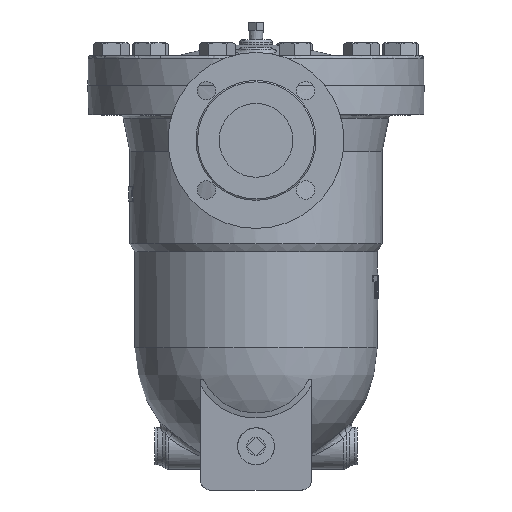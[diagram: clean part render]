
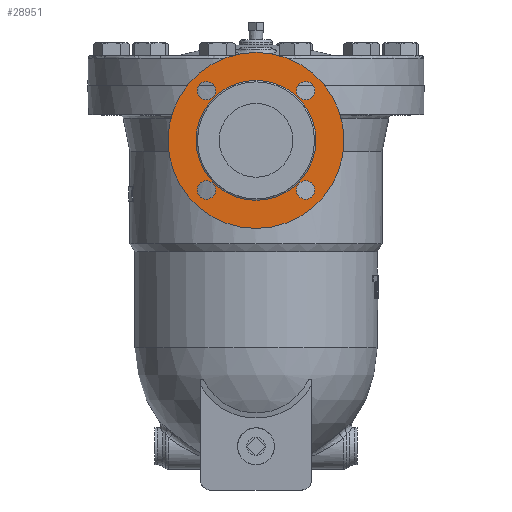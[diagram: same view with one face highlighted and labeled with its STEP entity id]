
A CAD part, left-side view. The second image highlights one B-rep face of the part: STEP entity #28951.
In plain terms, the highlighted planar face has unit normal (-1, 0, 0).
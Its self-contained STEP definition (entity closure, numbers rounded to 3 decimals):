
#28741=CARTESIAN_POINT('',(-255.4,-53.882,-123.882));
#28742=VERTEX_POINT('',#28741);
#28743=CARTESIAN_POINT('',(-255.4,-53.882,-113.882));
#28744=DIRECTION('',(1.0,0.0,0.0));
#28745=DIRECTION('',(0.0,0.0,-1.0));
#28746=AXIS2_PLACEMENT_3D('',#28743,#28744,#28745);
#28747=CIRCLE('',#28746,10.0);
#28748=EDGE_CURVE('',#28742,#28742,#28747,.T.);
#28888=CARTESIAN_POINT('',(-255.4,0.0,19.5));
#28889=DIRECTION('',(-1.0,0.0,0.0));
#28890=DIRECTION('',(0.0,0.0,1.0));
#28891=AXIS2_PLACEMENT_3D('',#28888,#28889,#28890);
#28892=PLANE('',#28891);
#28893=CARTESIAN_POINT('',(-255.4,0.0,35.5));
#28894=VERTEX_POINT('',#28893);
#28895=CARTESIAN_POINT('',(-255.4,0.0,-60.));
#28896=DIRECTION('',(-1.0,0.0,0.0));
#28897=DIRECTION('',(0.0,0.0,1.0));
#28898=AXIS2_PLACEMENT_3D('',#28895,#28896,#28897);
#28899=CIRCLE('',#28898,95.5);
#28900=EDGE_CURVE('',#28894,#28894,#28899,.T.);
#28901=ORIENTED_EDGE('',*,*,#28900,.T.);
#28902=EDGE_LOOP('',(#28901));
#28903=FACE_OUTER_BOUND('',#28902,.T.);
#28904=CARTESIAN_POINT('',(-255.4,63.882,-113.882));
#28905=VERTEX_POINT('',#28904);
#28906=CARTESIAN_POINT('',(-255.4,53.882,-113.882));
#28907=DIRECTION('',(1.0,0.0,0.0));
#28908=DIRECTION('',(0.0,1.0,0.0));
#28909=AXIS2_PLACEMENT_3D('',#28906,#28907,#28908);
#28910=CIRCLE('',#28909,10.0);
#28911=EDGE_CURVE('',#28905,#28905,#28910,.T.);
#28912=ORIENTED_EDGE('',*,*,#28911,.T.);
#28913=EDGE_LOOP('',(#28912));
#28914=FACE_BOUND('',#28913,.T.);
#28915=CARTESIAN_POINT('',(-255.4,0.0,5.1));
#28916=VERTEX_POINT('',#28915);
#28917=CARTESIAN_POINT('',(-255.4,0.0,-60.));
#28918=DIRECTION('',(-1.0,0.0,0.0));
#28919=DIRECTION('',(0.0,0.0,-1.0));
#28920=AXIS2_PLACEMENT_3D('',#28917,#28918,#28919);
#28921=CIRCLE('',#28920,65.1);
#28922=EDGE_CURVE('',#28916,#28916,#28921,.T.);
#28923=ORIENTED_EDGE('',*,*,#28922,.F.);
#28924=EDGE_LOOP('',(#28923));
#28925=FACE_BOUND('',#28924,.T.);
#28926=CARTESIAN_POINT('',(-255.4,-63.882,-6.118));
#28927=VERTEX_POINT('',#28926);
#28928=CARTESIAN_POINT('',(-255.4,-53.882,-6.118));
#28929=DIRECTION('',(1.0,0.0,0.0));
#28930=DIRECTION('',(0.0,-1.0,0.0));
#28931=AXIS2_PLACEMENT_3D('',#28928,#28929,#28930);
#28932=CIRCLE('',#28931,10.0);
#28933=EDGE_CURVE('',#28927,#28927,#28932,.T.);
#28934=ORIENTED_EDGE('',*,*,#28933,.T.);
#28935=EDGE_LOOP('',(#28934));
#28936=FACE_BOUND('',#28935,.T.);
#28937=CARTESIAN_POINT('',(-255.4,53.882,3.882));
#28938=VERTEX_POINT('',#28937);
#28939=CARTESIAN_POINT('',(-255.4,53.882,-6.118));
#28940=DIRECTION('',(1.0,0.0,0.0));
#28941=DIRECTION('',(0.0,0.0,1.0));
#28942=AXIS2_PLACEMENT_3D('',#28939,#28940,#28941);
#28943=CIRCLE('',#28942,10.0);
#28944=EDGE_CURVE('',#28938,#28938,#28943,.T.);
#28945=ORIENTED_EDGE('',*,*,#28944,.T.);
#28946=EDGE_LOOP('',(#28945));
#28947=FACE_BOUND('',#28946,.T.);
#28948=ORIENTED_EDGE('',*,*,#28748,.T.);
#28949=EDGE_LOOP('',(#28948));
#28950=FACE_BOUND('',#28949,.T.);
#28951=ADVANCED_FACE('',(#28903,#28914,#28925,#28936,#28947,#28950),#28892,.T.);
